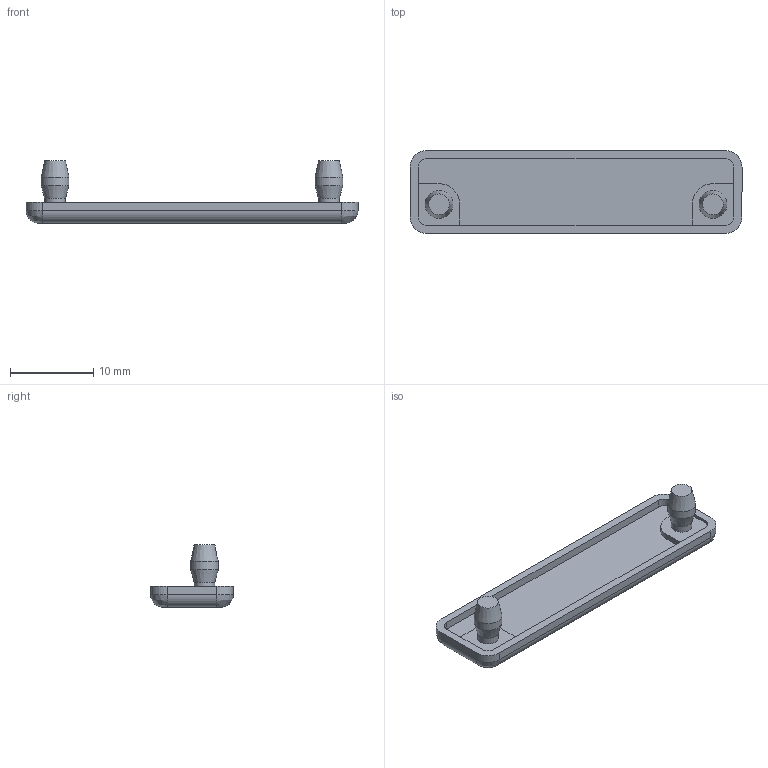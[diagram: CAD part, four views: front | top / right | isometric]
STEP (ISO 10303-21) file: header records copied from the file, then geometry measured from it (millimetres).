
FILE_DESCRIPTION((''),'2;1');
FILE_NAME('SZ0009S-A.stp','2013-08-21T12:16:31',('janine behrens'),(''),'Autodesk Inventor 2012','Autodesk Inventor 2012','');
FILE_SCHEMA(('AUTOMOTIVE_DESIGN { 1 0 10303 214 1 1 1 1 }'));
Length unit declared in the file: millimetre
Products named in the file (1): SZ0009S-A
Bounding box: 40 x 10 x 7.5 mm (x, y, z)
Volume: 748.3 mm3; surface area: 1160.6 mm2
Topology: 1 solids, 1 shells, 45 faces, 106 edges, 66 vertices
Faces by surface type: plane 19, cylinder 18, cone 4, bspline 4
Full cylindrical faces by diameter (mm): 2.5 x2, 3.35 x2
Entity records: 1436 total; most frequent: CARTESIAN_POINT 386, DIRECTION 224, ORIENTED_EDGE 196, EDGE_CURVE 98, AXIS2_PLACEMENT_3D 84, VERTEX_POINT 66, VECTOR 56, LINE 56
